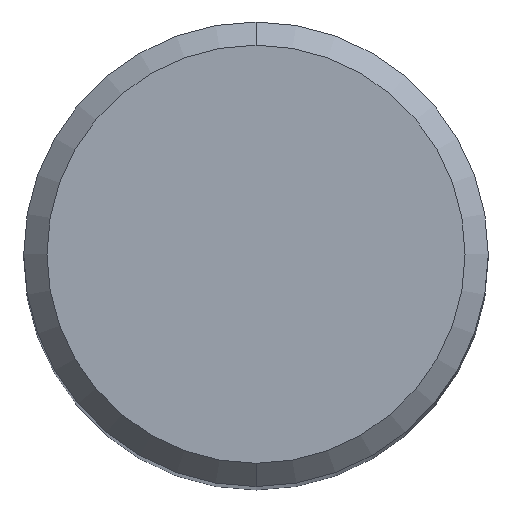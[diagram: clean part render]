
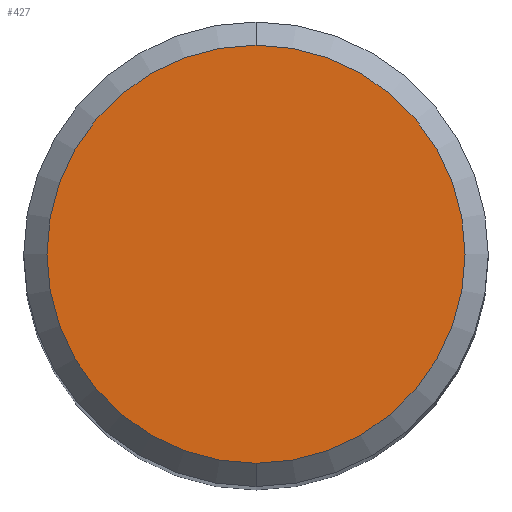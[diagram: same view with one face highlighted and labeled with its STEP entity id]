
A CAD part, top view. The second image highlights one B-rep face of the part: STEP entity #427.
In plain terms, the highlighted planar face has unit normal (0, 0, 1).
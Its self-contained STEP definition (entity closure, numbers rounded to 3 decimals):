
#209=VERTEX_POINT('',#531);
#287=EDGE_CURVE('',#441,#209,#615,.T.);
#347=EDGE_CURVE('',#209,#441,#680,.T.);
#427=ADVANCED_FACE('',(#768),#769,.T.);
#441=VERTEX_POINT('',#786);
#531=CARTESIAN_POINT('',(0.0,5.4,0.0));
#615=CIRCLE('',#999,5.4);
#680=CIRCLE('',#1175,5.4);
#768=FACE_OUTER_BOUND('',#1369,.T.);
#769=PLANE('',#1370);
#786=CARTESIAN_POINT('',(0.,-5.4,0.0));
#999=AXIS2_PLACEMENT_3D('',#1687,#1688,#1689);
#1175=AXIS2_PLACEMENT_3D('',#1753,#1754,#1755);
#1369=EDGE_LOOP('',(#1849,#1850));
#1370=AXIS2_PLACEMENT_3D('',#1851,#1852,#1853);
#1687=CARTESIAN_POINT('',(0.0,0.0,0.0));
#1688=DIRECTION('',(0.0,0.0,-1.0));
#1689=DIRECTION('',(0.0,1.0,0.0));
#1753=CARTESIAN_POINT('',(0.0,0.0,0.0));
#1754=DIRECTION('',(0.0,0.0,-1.0));
#1755=DIRECTION('',(0.0,1.0,0.0));
#1849=ORIENTED_EDGE('',*,*,#347,.F.);
#1850=ORIENTED_EDGE('',*,*,#287,.F.);
#1851=CARTESIAN_POINT('',(0.0,2.7,0.0));
#1852=DIRECTION('',(-0.0,0.0,1.0));
#1853=DIRECTION('',(0.0,-1.0,0.0));
